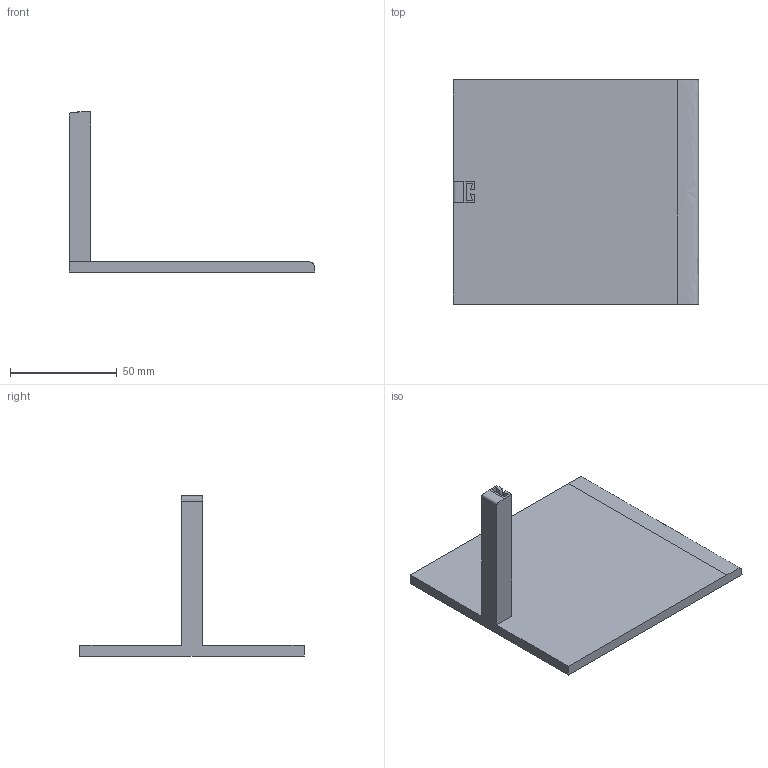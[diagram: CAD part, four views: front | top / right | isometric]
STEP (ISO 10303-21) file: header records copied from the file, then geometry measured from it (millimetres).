
FILE_DESCRIPTION(/* description */ (''),/* implementation_level */ '2;1');
FILE_NAME(/* name */ 'paperweight v1.step',/* time_stamp */ '2024-08-08T20:22:04+02:00',/* author */ (''),/* organization */ (''),/* preprocessor_version */ 'ST-DEVELOPER v20',/* originating_system */ 'Autodesk Translation Framework v13.14.0.145',/* authorisation */ '');
FILE_SCHEMA (('AUTOMOTIVE_DESIGN { 1 0 10303 214 3 1 1 }'));
Length unit declared in the file: millimetre
Products named in the file (1): (Unsaved)
Bounding box: 115 x 105 x 75 mm (x, y, z)
Volume: 65444.9 mm3; surface area: 30552.3 mm2
Topology: 1 solids, 1 shells, 27 faces, 69 edges, 42 vertices
Faces by surface type: plane 25, bspline 2
Entity records: 822 total; most frequent: CARTESIAN_POINT 157, ORIENTED_EDGE 138, DIRECTION 117, EDGE_CURVE 69, LINE 65, VECTOR 65, VERTEX_POINT 42, FACE_OUTER_BOUND 27
